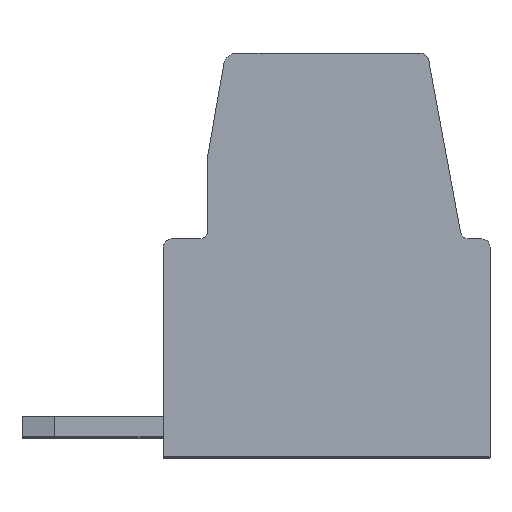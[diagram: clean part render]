
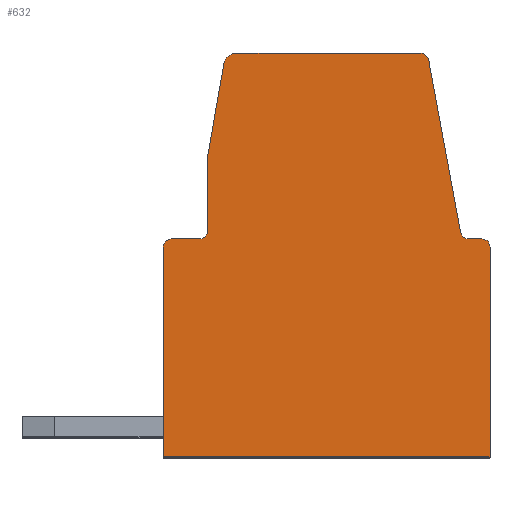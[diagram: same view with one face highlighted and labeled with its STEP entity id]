
A CAD part, top view. The second image highlights one B-rep face of the part: STEP entity #632.
In plain terms, the highlighted planar face has unit normal (0, 0, 1).
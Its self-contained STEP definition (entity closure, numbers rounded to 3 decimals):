
#632 = ADVANCED_FACE( '', ( #1229 ), #1230, .F. );
#1229 = FACE_OUTER_BOUND( '', #1803, .T. );
#1230 = PLANE( '', #1804 );
#1803 = EDGE_LOOP( '', ( #3519, #3520, #3521, #3522, #3523, #3524, #3525, #3526, #3527, #3528, #3529, #3530, #3531, #3532, #3533 ) );
#1804 = AXIS2_PLACEMENT_3D( '', #3534, #3535, #3536 );
#3519 = ORIENTED_EDGE( '', *, *, #4194, .T. );
#3520 = ORIENTED_EDGE( '', *, *, #4108, .T. );
#3521 = ORIENTED_EDGE( '', *, *, #4214, .F. );
#3522 = ORIENTED_EDGE( '', *, *, #4149, .T. );
#3523 = ORIENTED_EDGE( '', *, *, #4259, .T. );
#3524 = ORIENTED_EDGE( '', *, *, #4221, .T. );
#3525 = ORIENTED_EDGE( '', *, *, #3611, .T. );
#3526 = ORIENTED_EDGE( '', *, *, #4275, .T. );
#3527 = ORIENTED_EDGE( '', *, *, #4133, .F. );
#3528 = ORIENTED_EDGE( '', *, *, #4173, .T. );
#3529 = ORIENTED_EDGE( '', *, *, #4157, .F. );
#3530 = ORIENTED_EDGE( '', *, *, #3928, .T. );
#3531 = ORIENTED_EDGE( '', *, *, #4004, .T. );
#3532 = ORIENTED_EDGE( '', *, *, #4078, .F. );
#3533 = ORIENTED_EDGE( '', *, *, #4155, .F. );
#3534 = CARTESIAN_POINT( '', ( 0.81, -4.4, 0. ) );
#3535 = DIRECTION( '', ( 0., 0., -1. ) );
#3536 = DIRECTION( '', ( 0., 1., 0. ) );
#3611 = EDGE_CURVE( '', #4325, #4326, #4327, .T. );
#3928 = EDGE_CURVE( '', #4876, #4874, #4877, .T. );
#4004 = EDGE_CURVE( '', #4874, #4982, #4984, .T. );
#4078 = EDGE_CURVE( '', #5082, #4982, #5084, .T. );
#4108 = EDGE_CURVE( '', #5120, #5118, #5121, .T. );
#4133 = EDGE_CURVE( '', #5150, #5152, #5153, .T. );
#4149 = EDGE_CURVE( '', #5174, #5172, #5175, .T. );
#4155 = EDGE_CURVE( '', #5180, #5082, #5182, .T. );
#4157 = EDGE_CURVE( '', #4876, #5184, #5185, .T. );
#4173 = EDGE_CURVE( '', #5150, #5184, #5202, .T. );
#4194 = EDGE_CURVE( '', #5180, #5120, #5228, .T. );
#4214 = EDGE_CURVE( '', #5174, #5118, #5249, .T. );
#4221 = EDGE_CURVE( '', #5257, #4325, #5258, .T. );
#4259 = EDGE_CURVE( '', #5172, #5257, #5297, .T. );
#4275 = EDGE_CURVE( '', #4326, #5152, #5313, .T. );
#4325 = VERTEX_POINT( '', #5377 );
#4326 = VERTEX_POINT( '', #5378 );
#4327 = LINE( '', #5379, #5380 );
#4874 = VERTEX_POINT( '', #6167 );
#4876 = VERTEX_POINT( '', #6170 );
#4877 = LINE( '', #6171, #6172 );
#4982 = VERTEX_POINT( '', #6320 );
#4984 = CIRCLE( '', #6323, 0.2 );
#5082 = VERTEX_POINT( '', #6472 );
#5084 = LINE( '', #6475, #6476 );
#5118 = VERTEX_POINT( '', #6526 );
#5120 = VERTEX_POINT( '', #6529 );
#5121 = LINE( '', #6530, #6531 );
#5150 = VERTEX_POINT( '', #6570 );
#5152 = VERTEX_POINT( '', #6573 );
#5153 = CIRCLE( '', #6574, 0.2 );
#5172 = VERTEX_POINT( '', #6603 );
#5174 = VERTEX_POINT( '', #6606 );
#5175 = LINE( '', #6607, #6608 );
#5180 = VERTEX_POINT( '', #6615 );
#5182 = CIRCLE( '', #6618, 0.3 );
#5184 = VERTEX_POINT( '', #6620 );
#5185 = CIRCLE( '', #6621, 0.2 );
#5202 = LINE( '', #6646, #6647 );
#5228 = LINE( '', #6683, #6684 );
#5249 = CIRCLE( '', #6711, 0.2 );
#5257 = VERTEX_POINT( '', #6722 );
#5258 = LINE( '', #6723, #6724 );
#5297 = CIRCLE( '', #6779, 0.2 );
#5313 = LINE( '', #6800, #6801 );
#5377 = CARTESIAN_POINT( '', ( -8.1, 0., 0. ) );
#5378 = CARTESIAN_POINT( '', ( 0., 0., 0. ) );
#5379 = CARTESIAN_POINT( '', ( -16.414, 0., 0. ) );
#5380 = VECTOR( '', #6834, 1000. );
#6167 = CARTESIAN_POINT( '', ( -1.52, 9.836, 0. ) );
#6170 = CARTESIAN_POINT( '', ( -0.728, 5.564, 0. ) );
#6171 = CARTESIAN_POINT( '', ( 3.721, -18.438, 0. ) );
#6172 = VECTOR( '', #7157, 1000. );
#6320 = CARTESIAN_POINT( '', ( -1.716, 10., 0. ) );
#6323 = AXIS2_PLACEMENT_3D( '', #7235, #7236, #7237 );
#6472 = CARTESIAN_POINT( '', ( -6.298, 10., 0. ) );
#6475 = CARTESIAN_POINT( '', ( -16.414, 10., 0. ) );
#6476 = VECTOR( '', #7305, 1000. );
#6526 = CARTESIAN_POINT( '', ( -7., 5.6, 0. ) );
#6529 = CARTESIAN_POINT( '', ( -7., 7.448, 0. ) );
#6530 = CARTESIAN_POINT( '', ( -7., -18.438, 0. ) );
#6531 = VECTOR( '', #7332, 1000. );
#6570 = CARTESIAN_POINT( '', ( -0.2, 5.4, 0. ) );
#6573 = CARTESIAN_POINT( '', ( 0., 5.2, 0. ) );
#6574 = AXIS2_PLACEMENT_3D( '', #7356, #7357, #7358 );
#6603 = CARTESIAN_POINT( '', ( -7.9, 5.4, 0. ) );
#6606 = CARTESIAN_POINT( '', ( -7.2, 5.4, 0. ) );
#6607 = CARTESIAN_POINT( '', ( -16.414, 5.4, 0. ) );
#6608 = VECTOR( '', #7370, 1000. );
#6615 = CARTESIAN_POINT( '', ( -6.594, 9.752, 0. ) );
#6618 = AXIS2_PLACEMENT_3D( '', #7374, #7375, #7376 );
#6620 = CARTESIAN_POINT( '', ( -0.531, 5.4, 0. ) );
#6621 = AXIS2_PLACEMENT_3D( '', #7377, #7378, #7379 );
#6646 = CARTESIAN_POINT( '', ( -16.414, 5.4, 0. ) );
#6647 = VECTOR( '', #7388, 1000. );
#6683 = CARTESIAN_POINT( '', ( -11.564, -18.438, 0. ) );
#6684 = VECTOR( '', #7402, 1000. );
#6711 = AXIS2_PLACEMENT_3D( '', #7421, #7422, #7423 );
#6722 = CARTESIAN_POINT( '', ( -8.1, 5.2, 0. ) );
#6723 = CARTESIAN_POINT( '', ( -8.1, -18.438, 0. ) );
#6724 = VECTOR( '', #7427, 1000. );
#6779 = AXIS2_PLACEMENT_3D( '', #7447, #7448, #7449 );
#6800 = CARTESIAN_POINT( '', ( 0., -18.438, 0. ) );
#6801 = VECTOR( '', #7455, 1000. );
#6834 = DIRECTION( '', ( 1., 0., 0. ) );
#7157 = DIRECTION( '', ( -0.182, 0.983, 0. ) );
#7235 = CARTESIAN_POINT( '', ( -1.716, 9.8, 0. ) );
#7236 = DIRECTION( '', ( 0., 0., 1. ) );
#7237 = DIRECTION( '', ( 1., 0., 0. ) );
#7305 = DIRECTION( '', ( 1., 0., 0. ) );
#7332 = DIRECTION( '', ( 0., -1., 0. ) );
#7356 = CARTESIAN_POINT( '', ( -0.2, 5.2, 0. ) );
#7357 = DIRECTION( '', ( 0., 0., -1. ) );
#7358 = DIRECTION( '', ( -1., 0., 0. ) );
#7370 = DIRECTION( '', ( -1., 0., 0. ) );
#7374 = CARTESIAN_POINT( '', ( -6.298, 9.7, 0. ) );
#7375 = DIRECTION( '', ( 0., 0., -1. ) );
#7376 = DIRECTION( '', ( -1., 0., 0. ) );
#7377 = CARTESIAN_POINT( '', ( -0.531, 5.6, 0. ) );
#7378 = DIRECTION( '', ( 0., 0., 1. ) );
#7379 = DIRECTION( '', ( 1., 0., 0. ) );
#7388 = DIRECTION( '', ( -1., 0., 0. ) );
#7402 = DIRECTION( '', ( -0.174, -0.985, 0. ) );
#7421 = CARTESIAN_POINT( '', ( -7.2, 5.6, 0. ) );
#7422 = DIRECTION( '', ( 0., 0., 1. ) );
#7423 = DIRECTION( '', ( 1., 0., 0. ) );
#7427 = DIRECTION( '', ( 0., -1., 0. ) );
#7447 = CARTESIAN_POINT( '', ( -7.9, 5.2, 0. ) );
#7448 = DIRECTION( '', ( 0., 0., 1. ) );
#7449 = DIRECTION( '', ( 1., 0., 0. ) );
#7455 = DIRECTION( '', ( 0., 1., 0. ) );
